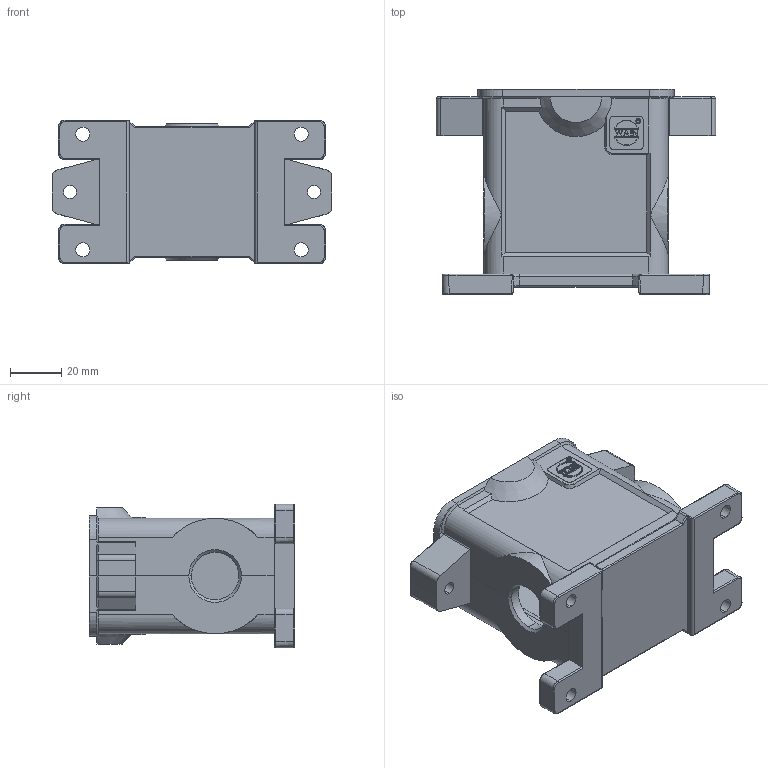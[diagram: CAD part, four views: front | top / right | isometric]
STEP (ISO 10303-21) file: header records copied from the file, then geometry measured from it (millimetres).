
FILE_DESCRIPTION((''),'2;1');
FILE_NAME('3D_1150102205002_HP10B-SFH-2H-M','2024-01-26T',('13001'),(''),'PRO/ENGINEER BY PARAMETRIC TECHNOLOGY CORPORATION, 2012480','PRO/ENGINEER BY PARAMETRIC TECHNOLOGY CORPORATION, 2012480','');
FILE_SCHEMA(('CONFIG_CONTROL_DESIGN'));
Length unit declared in the file: millimetre
Products named in the file (1): 3D_1150102205002_HP10B-SFH-2H-M
Bounding box: 109 x 80 x 55.99 mm (x, y, z)
Volume: 108788.4 mm3; surface area: 46619.9 mm2
Topology: 1 solids, 1 shells, 490 faces, 1277 edges, 827 vertices
Faces by surface type: plane 275, cylinder 143, bspline 28, cone 26, extrusion 10, torus 8
Entity records: 17603 total; most frequent: CARTESIAN_POINT 5716, ORIENTED_EDGE 2554, DIRECTION 2281, EDGE_CURVE 1277, VECTOR 837, LINE 827, VERTEX_POINT 827, AXIS2_PLACEMENT_3D 722
